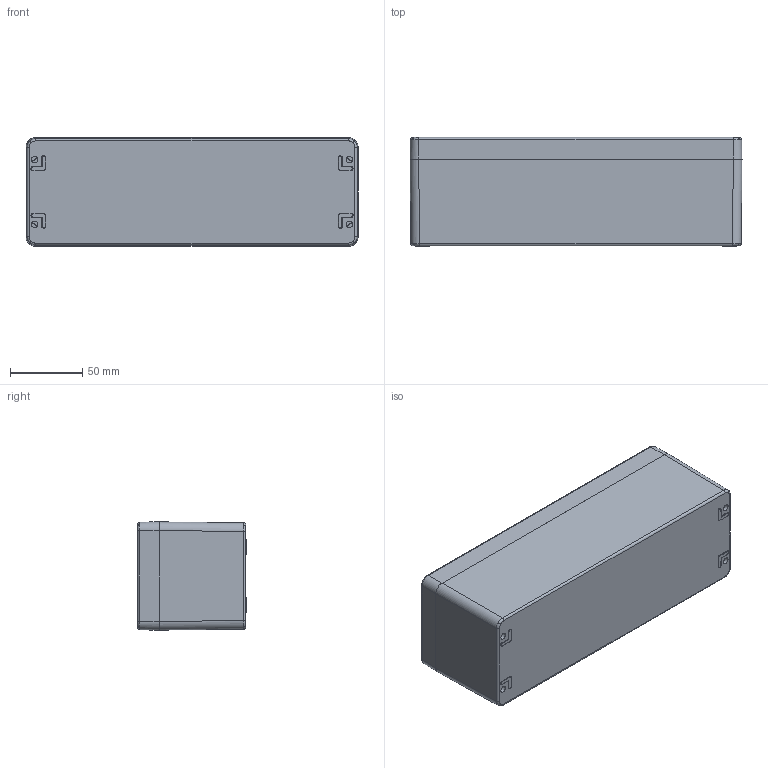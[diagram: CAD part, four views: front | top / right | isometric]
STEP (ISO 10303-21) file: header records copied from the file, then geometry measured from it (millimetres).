
FILE_DESCRIPTION(/* description */ (''),/* implementation_level */ '2;1');
FILE_NAME(/* name */ '17230808000-RST.stp',/* time_stamp */ '2021-09-08T12:43:21+02:00',/* author */ ('sl'),/* organization */ (''),/* preprocessor_version */ 'ST-DEVELOPER v16.5',/* originating_system */ 'Autodesk Inventor 2017',/* authorisation */ '');
FILE_SCHEMA (('AUTOMOTIVE_DESIGN { 1 0 10303 214 3 1 1 }'));
Products named in the file (9): Ex-Polyester-Gehäuse-10-BG-0001-17_230808_000; Deckel-Ex-Polyester-Gehäuse-10-BG-0003-17_230808_0
00; Deckel-Ex-Polyester-Gehäuse-10-BT-0001-17_230808_0
00; Dichtlippe-Ex-Polyester-Gehäuse-10-BT-0002-17_230808_000; UT-Ex-Polyester-Gehäuse-10-BG-0002-17_230808_000; 23045-Ex Unterteil; 86223; 86221; SchraubeM4x24-7
Assembly tree (19 placements, depth 3):
  Ex-Polyester-Gehäuse-10-BG-0001-17_230808_000
    Deckel-Ex-Polyester-Gehäuse-10-BG-0003-17_230808_0
00
      Deckel-Ex-Polyester-Gehäuse-10-BT-0001-17_230808_0
00
      Dichtlippe-Ex-Polyester-Gehäuse-10-BT-0002-17_230808_000
    UT-Ex-Polyester-Gehäuse-10-BG-0002-17_230808_000
      23045-Ex Unterteil
      86223  x6
      86221  x2
    SchraubeM4x24-7  x6
Bounding box: 230 x 75.5 x 75 mm (x, y, z)
Volume: 389815.1 mm3; surface area: 173372.1 mm2
Topology: 17 solids, 17 shells, 1272 faces, 3014 edges, 1800 vertices
Faces by surface type: bspline 408, plane 360, cylinder 280, cone 124, torus 96, sphere 4
Full cylindrical faces by diameter (mm): 3.3 x8, 3.52 x6, 4 x6, 4.5 x2, 5 x8, 5.5 x6
Entity records: 46341 total; most frequent: CARTESIAN_POINT 25216, ORIENTED_EDGE 4548, DIRECTION 4124, EDGE_CURVE 2274, AXIS2_PLACEMENT_3D 1728, VERTEX_POINT 1368, EDGE_LOOP 1132, FACE_OUTER_BOUND 1014
